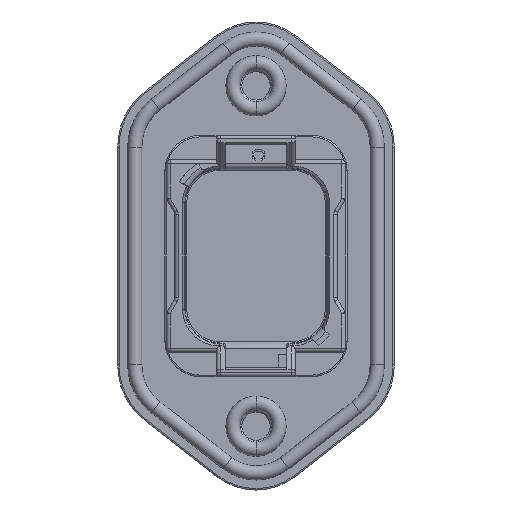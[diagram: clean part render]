
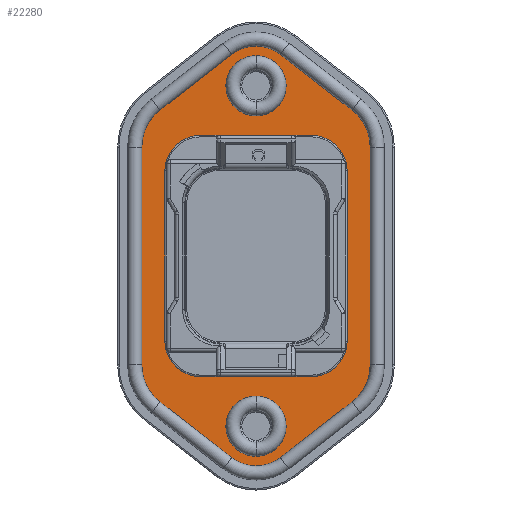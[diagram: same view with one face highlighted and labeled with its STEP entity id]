
A CAD part, front view. The second image highlights one B-rep face of the part: STEP entity #22280.
In plain terms, the highlighted planar face has unit normal (0, -1, 0).
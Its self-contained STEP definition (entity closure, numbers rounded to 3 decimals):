
#284=CARTESIAN_POINT('',(7.85,13.5,-12.));
#285=DIRECTION('',(0.,-1.,0.));
#286=DIRECTION('',(0.,0.,-1.));
#287=AXIS2_PLACEMENT_3D('',#284,#285,#286);
#343=DIRECTION('',(0.79,0.,-0.613));
#344=VECTOR('',#343,12.806);
#345=CARTESIAN_POINT('',(-13.549,13.5,-20.567));
#346=LINE('',#345,#344);
#347=CARTESIAN_POINT('',(-9.5,13.5,-15.355));
#348=DIRECTION('',(0.,-1.,0.));
#349=DIRECTION('',(-1.,0.,0.));
#350=AXIS2_PLACEMENT_3D('',#347,#348,#349);
#352=DIRECTION('',(0.,0.,-1.));
#353=VECTOR('',#352,30.71);
#354=CARTESIAN_POINT('',(-16.1,13.5,15.355));
#355=LINE('',#354,#353);
#356=CARTESIAN_POINT('',(-9.5,13.5,15.355));
#357=DIRECTION('',(0.,-1.,0.));
#358=DIRECTION('',(-0.613,0.,0.79));
#359=AXIS2_PLACEMENT_3D('',#356,#357,#358);
#361=DIRECTION('',(-0.79,0.,-0.613));
#362=VECTOR('',#361,12.806);
#363=CARTESIAN_POINT('',(-3.435,13.5,28.423));
#364=LINE('',#363,#362);
#365=CARTESIAN_POINT('',(0.,13.5,24.));
#366=DIRECTION('',(0.,-1.,0.));
#367=DIRECTION('',(0.613,0.,0.79));
#368=AXIS2_PLACEMENT_3D('',#365,#366,#367);
#370=DIRECTION('',(-0.79,0.,0.613));
#371=VECTOR('',#370,12.806);
#372=CARTESIAN_POINT('',(13.549,13.5,20.567));
#373=LINE('',#372,#371);
#374=CARTESIAN_POINT('',(9.5,13.5,15.355));
#375=DIRECTION('',(0.,-1.,0.));
#376=DIRECTION('',(1.,0.,0.));
#377=AXIS2_PLACEMENT_3D('',#374,#375,#376);
#379=DIRECTION('',(0.,0.,1.));
#380=VECTOR('',#379,30.71);
#381=CARTESIAN_POINT('',(16.1,13.5,-15.355));
#382=LINE('',#381,#380);
#383=CARTESIAN_POINT('',(9.5,13.5,-15.355));
#384=DIRECTION('',(0.,-1.,0.));
#385=DIRECTION('',(0.613,0.,-0.79));
#386=AXIS2_PLACEMENT_3D('',#383,#384,#385);
#388=DIRECTION('',(0.79,0.,0.613));
#389=VECTOR('',#388,12.806);
#390=CARTESIAN_POINT('',(3.435,13.5,-28.423));
#391=LINE('',#390,#389);
#392=CARTESIAN_POINT('',(0.,13.5,-24.));
#393=DIRECTION('',(0.,-1.,0.));
#394=DIRECTION('',(-0.613,0.,-0.79));
#395=AXIS2_PLACEMENT_3D('',#392,#393,#394);
#397=CARTESIAN_POINT('',(0.,13.5,-24.));
#398=DIRECTION('',(0.,1.,0.));
#399=DIRECTION('',(0.,0.,1.));
#400=AXIS2_PLACEMENT_3D('',#397,#398,#399);
#402=CARTESIAN_POINT('',(0.,13.5,-24.));
#403=DIRECTION('',(0.,1.,0.));
#404=DIRECTION('',(0.,0.,-1.));
#405=AXIS2_PLACEMENT_3D('',#402,#403,#404);
#407=CARTESIAN_POINT('',(0.,13.5,24.));
#408=DIRECTION('',(0.,1.,0.));
#409=DIRECTION('',(0.,0.,1.));
#410=AXIS2_PLACEMENT_3D('',#407,#408,#409);
#412=CARTESIAN_POINT('',(0.,13.5,24.));
#413=DIRECTION('',(0.,1.,0.));
#414=DIRECTION('',(0.,0.,-1.));
#415=AXIS2_PLACEMENT_3D('',#412,#413,#414);
#595=DIRECTION('',(-1.,0.,0.));
#596=VECTOR('',#595,15.7);
#597=CARTESIAN_POINT('',(7.85,13.5,-17.));
#598=LINE('',#597,#596);
#883=DIRECTION('',(1.,0.,0.));
#884=VECTOR('',#883,15.7);
#885=CARTESIAN_POINT('',(-7.85,13.5,17.));
#886=LINE('',#885,#884);
#903=CARTESIAN_POINT('',(7.85,13.5,12.));
#904=DIRECTION('',(0.,-1.,0.));
#905=DIRECTION('',(1.,0.,0.));
#906=AXIS2_PLACEMENT_3D('',#903,#904,#905);
#912=DIRECTION('',(0.,0.,-1.));
#913=VECTOR('',#912,24.);
#914=CARTESIAN_POINT('',(12.85,13.5,12.));
#915=LINE('',#914,#913);
#11998=CARTESIAN_POINT('',(-7.85,13.5,-12.));
#11999=DIRECTION('',(0.,-1.,0.));
#12000=DIRECTION('',(-1.,0.,0.));
#12001=AXIS2_PLACEMENT_3D('',#11998,#11999,#12000);
#12007=DIRECTION('',(0.,0.,1.));
#12008=VECTOR('',#12007,24.);
#12009=CARTESIAN_POINT('',(-12.85,13.5,-12.));
#12010=LINE('',#12009,#12008);
#12019=CARTESIAN_POINT('',(-7.85,13.5,12.));
#12020=DIRECTION('',(0.,-1.,0.));
#12021=DIRECTION('',(0.,0.,1.));
#12022=AXIS2_PLACEMENT_3D('',#12019,#12020,#12021);
#21084=CARTESIAN_POINT('',(-13.549,13.5,-20.567));
#21085=CARTESIAN_POINT('',(-3.435,13.5,-28.423));
#21086=VERTEX_POINT('',#21084);
#21087=VERTEX_POINT('',#21085);
#21092=CARTESIAN_POINT('',(3.435,13.5,-28.423));
#21093=VERTEX_POINT('',#21092);
#21096=CARTESIAN_POINT('',(13.549,13.5,-20.567));
#21097=VERTEX_POINT('',#21096);
#21100=CARTESIAN_POINT('',(16.1,13.5,-15.355));
#21101=VERTEX_POINT('',#21100);
#21104=CARTESIAN_POINT('',(16.1,13.5,15.355));
#21105=VERTEX_POINT('',#21104);
#21108=CARTESIAN_POINT('',(13.549,13.5,20.567));
#21109=VERTEX_POINT('',#21108);
#21112=CARTESIAN_POINT('',(3.435,13.5,28.423));
#21113=VERTEX_POINT('',#21112);
#21116=CARTESIAN_POINT('',(-3.435,13.5,28.423));
#21117=VERTEX_POINT('',#21116);
#21120=CARTESIAN_POINT('',(-13.549,13.5,20.567));
#21121=VERTEX_POINT('',#21120);
#21124=CARTESIAN_POINT('',(-16.1,13.5,15.355));
#21125=VERTEX_POINT('',#21124);
#21128=CARTESIAN_POINT('',(-16.1,13.5,-15.355));
#21129=VERTEX_POINT('',#21128);
#21160=CARTESIAN_POINT('',(0.,13.5,28.25));
#21161=CARTESIAN_POINT('',(0.,13.5,19.75));
#21162=VERTEX_POINT('',#21160);
#21163=VERTEX_POINT('',#21161);
#21168=CARTESIAN_POINT('',(0.,13.5,-19.75));
#21169=CARTESIAN_POINT('',(0.,13.5,-28.25));
#21170=VERTEX_POINT('',#21168);
#21171=VERTEX_POINT('',#21169);
#21172=CARTESIAN_POINT('',(7.85,13.5,-17.));
#21173=CARTESIAN_POINT('',(-7.85,13.5,-17.));
#21174=VERTEX_POINT('',#21172);
#21175=VERTEX_POINT('',#21173);
#21176=CARTESIAN_POINT('',(-7.85,13.5,17.));
#21177=CARTESIAN_POINT('',(7.85,13.5,17.));
#21178=VERTEX_POINT('',#21176);
#21179=VERTEX_POINT('',#21177);
#21180=CARTESIAN_POINT('',(12.85,13.5,-12.));
#21181=VERTEX_POINT('',#21180);
#21182=CARTESIAN_POINT('',(-12.85,13.5,-12.));
#21183=VERTEX_POINT('',#21182);
#21184=CARTESIAN_POINT('',(-12.85,13.5,12.));
#21185=VERTEX_POINT('',#21184);
#21186=CARTESIAN_POINT('',(12.85,13.5,12.));
#21187=VERTEX_POINT('',#21186);
#22220=CARTESIAN_POINT('',(12.6,13.5,0.));
#22221=DIRECTION('',(0.,-1.,0.));
#22222=DIRECTION('',(0.,0.,1.));
#22223=AXIS2_PLACEMENT_3D('',#22220,#22221,#22222);
#22224=PLANE('',#22223);
#22226=ORIENTED_EDGE('',*,*,#22225,.F.);
#22228=ORIENTED_EDGE('',*,*,#22227,.F.);
#22230=ORIENTED_EDGE('',*,*,#22229,.F.);
#22232=ORIENTED_EDGE('',*,*,#22231,.F.);
#22234=ORIENTED_EDGE('',*,*,#22233,.F.);
#22236=ORIENTED_EDGE('',*,*,#22235,.F.);
#22238=ORIENTED_EDGE('',*,*,#22237,.F.);
#22240=ORIENTED_EDGE('',*,*,#22239,.F.);
#22242=ORIENTED_EDGE('',*,*,#22241,.F.);
#22244=ORIENTED_EDGE('',*,*,#22243,.F.);
#22246=ORIENTED_EDGE('',*,*,#22245,.F.);
#22248=ORIENTED_EDGE('',*,*,#22247,.F.);
#22249=EDGE_LOOP('',(#22226,#22228,#22230,#22232,#22234,#22236,#22238,#22240,
#22242,#22244,#22246,#22248));
#22250=FACE_OUTER_BOUND('',#22249,.F.);
#22252=ORIENTED_EDGE('',*,*,#22251,.F.);
#22253=ORIENTED_EDGE('',*,*,#22210,.T.);
#22255=ORIENTED_EDGE('',*,*,#22254,.F.);
#22257=ORIENTED_EDGE('',*,*,#22256,.T.);
#22259=ORIENTED_EDGE('',*,*,#22258,.F.);
#22261=ORIENTED_EDGE('',*,*,#22260,.T.);
#22263=ORIENTED_EDGE('',*,*,#22262,.F.);
#22265=ORIENTED_EDGE('',*,*,#22264,.T.);
#22266=EDGE_LOOP('',(#22252,#22253,#22255,#22257,#22259,#22261,#22263,#22265));
#22267=FACE_BOUND('',#22266,.F.);
#22269=ORIENTED_EDGE('',*,*,#22268,.F.);
#22271=ORIENTED_EDGE('',*,*,#22270,.F.);
#22272=EDGE_LOOP('',(#22269,#22271));
#22273=FACE_BOUND('',#22272,.F.);
#22275=ORIENTED_EDGE('',*,*,#22274,.F.);
#22277=ORIENTED_EDGE('',*,*,#22276,.F.);
#22278=EDGE_LOOP('',(#22275,#22277));
#22279=FACE_BOUND('',#22278,.F.);
#22280=ADVANCED_FACE('',(#22250,#22267,#22273,#22279),#22224,.T.);
#288=CIRCLE('',#287,5.);
#351=CIRCLE('',#350,6.6);
#360=CIRCLE('',#359,6.6);
#369=CIRCLE('',#368,5.6);
#378=CIRCLE('',#377,6.6);
#387=CIRCLE('',#386,6.6);
#396=CIRCLE('',#395,5.6);
#401=CIRCLE('',#400,4.25);
#406=CIRCLE('',#405,4.25);
#411=CIRCLE('',#410,4.25);
#416=CIRCLE('',#415,4.25);
#907=CIRCLE('',#906,5.);
#12002=CIRCLE('',#12001,5.);
#12023=CIRCLE('',#12022,5.);
#22210=EDGE_CURVE('',#21174,#21181,#288,.T.);
#22225=EDGE_CURVE('',#21086,#21087,#346,.T.);
#22227=EDGE_CURVE('',#21129,#21086,#351,.T.);
#22229=EDGE_CURVE('',#21125,#21129,#355,.T.);
#22231=EDGE_CURVE('',#21121,#21125,#360,.T.);
#22233=EDGE_CURVE('',#21117,#21121,#364,.T.);
#22235=EDGE_CURVE('',#21113,#21117,#369,.T.);
#22237=EDGE_CURVE('',#21109,#21113,#373,.T.);
#22239=EDGE_CURVE('',#21105,#21109,#378,.T.);
#22241=EDGE_CURVE('',#21101,#21105,#382,.T.);
#22243=EDGE_CURVE('',#21097,#21101,#387,.T.);
#22245=EDGE_CURVE('',#21093,#21097,#391,.T.);
#22247=EDGE_CURVE('',#21087,#21093,#396,.T.);
#22251=EDGE_CURVE('',#21174,#21175,#598,.T.);
#22254=EDGE_CURVE('',#21187,#21181,#915,.T.);
#22256=EDGE_CURVE('',#21187,#21179,#907,.T.);
#22258=EDGE_CURVE('',#21178,#21179,#886,.T.);
#22260=EDGE_CURVE('',#21178,#21185,#12023,.T.);
#22262=EDGE_CURVE('',#21183,#21185,#12010,.T.);
#22264=EDGE_CURVE('',#21183,#21175,#12002,.T.);
#22268=EDGE_CURVE('',#21170,#21171,#401,.T.);
#22270=EDGE_CURVE('',#21171,#21170,#406,.T.);
#22274=EDGE_CURVE('',#21162,#21163,#411,.T.);
#22276=EDGE_CURVE('',#21163,#21162,#416,.T.);
